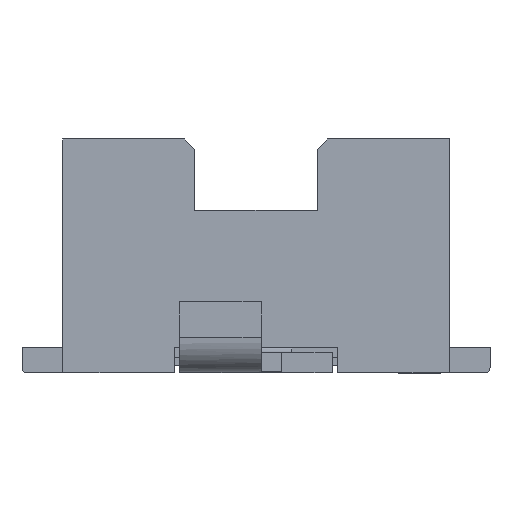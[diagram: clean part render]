
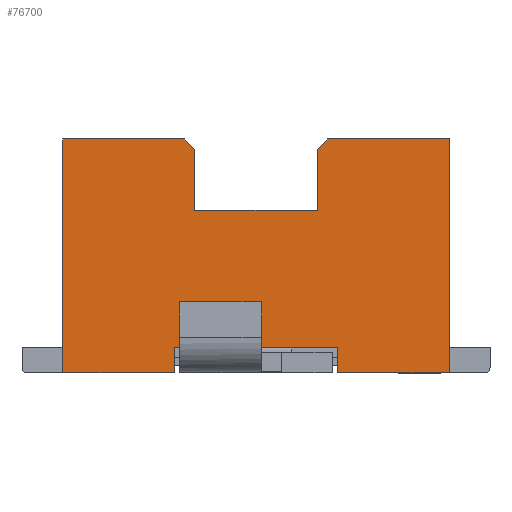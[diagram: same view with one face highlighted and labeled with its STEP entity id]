
A CAD part, left-side view. The second image highlights one B-rep face of the part: STEP entity #76700.
In plain terms, the highlighted face is planar.
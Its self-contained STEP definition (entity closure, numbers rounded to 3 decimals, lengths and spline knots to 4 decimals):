
#35150=CARTESIAN_POINT('',(-11.51,2.55,-6.32));
#35160=VERTEX_POINT('',#35150);
#35190=CARTESIAN_POINT('',(-11.51,2.55,-6.32));
#35200=DIRECTION('',(1.,0.,0.));
#35210=VECTOR('',#35200,1.);
#35220=LINE('',#35190,#35210);
#35230=CARTESIAN_POINT('',(-10.31,2.55,-6.32));
#35240=VERTEX_POINT('',#35230);
#35250=EDGE_CURVE('',#35160,#35240,#35220,.T.);
#42700=CARTESIAN_POINT('',(-10.31,0.25,-6.32));
#42710=DIRECTION('',(0.,1.,0.));
#42720=VECTOR('',#42710,1.);
#42730=LINE('',#42700,#42720);
#42740=CARTESIAN_POINT('',(-10.31,0.25,-6.32));
#42750=VERTEX_POINT('',#42740);
#42760=EDGE_CURVE('',#42750,#35240,#42730,.T.);
#75320=CARTESIAN_POINT('',(-10.31,0.25,-6.32));
#75330=DIRECTION('',(-1.,0.,0.));
#75340=VECTOR('',#75330,1.);
#75350=LINE('',#75320,#75340);
#75360=CARTESIAN_POINT('',(-11.41,0.25,-6.32));
#75370=VERTEX_POINT('',#75360);
#75380=EDGE_CURVE('',#42750,#75370,#75350,.T.);
#75540=CARTESIAN_POINT('',(-11.41,0.25,-6.32));
#75550=DIRECTION('',(0.,1.,0.));
#75560=VECTOR('',#75550,1.);
#75570=LINE('',#75540,#75560);
#75580=CARTESIAN_POINT('',(-11.41,0.5,-6.32));
#75590=VERTEX_POINT('',#75580);
#75600=EDGE_CURVE('',#75370,#75590,#75570,.T.);
#75810=CARTESIAN_POINT('',(-14.11,0.25,-6.32));
#75820=DIRECTION('',(0.,0.,-1.));
#75830=DIRECTION('',(1.,0.,0.));
#75840=AXIS2_PLACEMENT_3D('',#75810,#75820,#75830);
#75850=PLANE('',#75840);
#75860=CARTESIAN_POINT('',(-12.91,2.55,-6.32));
#75870=DIRECTION('',(0.707,-0.707,0.));
#75880=VECTOR('',#75870,1.);
#75890=LINE('',#75860,#75880);
#75900=CARTESIAN_POINT('',(-12.91,2.55,-6.32));
#75910=VERTEX_POINT('',#75900);
#75920=CARTESIAN_POINT('',(-12.81,2.45,-6.32));
#75930=VERTEX_POINT('',#75920);
#75940=EDGE_CURVE('',#75910,#75930,#75890,.T.);
#75950=ORIENTED_EDGE('',*,*,#75940,.T.);
#75960=CARTESIAN_POINT('',(-14.11,2.55,-6.32));
#75970=DIRECTION('',(1.,0.,0.));
#75980=VECTOR('',#75970,1.);
#75990=LINE('',#75960,#75980);
#76000=CARTESIAN_POINT('',(-14.11,2.55,-6.32));
#76010=VERTEX_POINT('',#76000);
#76020=EDGE_CURVE('',#76010,#75910,#75990,.T.);
#76030=ORIENTED_EDGE('',*,*,#76020,.T.);
#76040=CARTESIAN_POINT('',(-14.11,0.25,-6.32));
#76050=DIRECTION('',(0.,1.,0.));
#76060=VECTOR('',#76050,1.);
#76070=LINE('',#76040,#76060);
#76080=CARTESIAN_POINT('',(-14.11,0.25,-6.32));
#76090=VERTEX_POINT('',#76080);
#76100=EDGE_CURVE('',#76090,#76010,#76070,.T.);
#76110=ORIENTED_EDGE('',*,*,#76100,.T.);
#76120=CARTESIAN_POINT('',(-13.01,0.25,-6.32));
#76130=DIRECTION('',(-1.,0.,0.));
#76140=VECTOR('',#76130,1.);
#76150=LINE('',#76120,#76140);
#76160=CARTESIAN_POINT('',(-13.01,0.25,-6.32));
#76170=VERTEX_POINT('',#76160);
#76180=EDGE_CURVE('',#76170,#76090,#76150,.T.);
#76190=ORIENTED_EDGE('',*,*,#76180,.T.);
#76200=CARTESIAN_POINT('',(-13.01,0.5,-6.32));
#76210=DIRECTION('',(0.,-1.,0.));
#76220=VECTOR('',#76210,1.);
#76230=LINE('',#76200,#76220);
#76240=CARTESIAN_POINT('',(-13.01,0.5,-6.32));
#76250=VERTEX_POINT('',#76240);
#76260=EDGE_CURVE('',#76250,#76170,#76230,.T.);
#76270=ORIENTED_EDGE('',*,*,#76260,.T.);
#76280=CARTESIAN_POINT('',(-11.41,0.5,-6.32));
#76290=DIRECTION('',(-1.,0.,0.));
#76300=VECTOR('',#76290,1.);
#76310=LINE('',#76280,#76300);
#76320=EDGE_CURVE('',#75590,#76250,#76310,.T.);
#76330=ORIENTED_EDGE('',*,*,#76320,.T.);
#76340=ORIENTED_EDGE('',*,*,#75600,.T.);
#76350=ORIENTED_EDGE('',*,*,#75380,.T.);
#76360=ORIENTED_EDGE('',*,*,#42760,.F.);
#76370=ORIENTED_EDGE('',*,*,#35250,.T.);
#76380=CARTESIAN_POINT('',(-11.61,2.45,-6.32));
#76390=DIRECTION('',(0.707,0.707,0.));
#76400=VECTOR('',#76390,1.);
#76410=LINE('',#76380,#76400);
#76420=CARTESIAN_POINT('',(-11.61,2.45,-6.32));
#76430=VERTEX_POINT('',#76420);
#76440=EDGE_CURVE('',#76430,#35160,#76410,.T.);
#76450=ORIENTED_EDGE('',*,*,#76440,.T.);
#76460=CARTESIAN_POINT('',(-11.61,2.45,-6.32));
#76470=DIRECTION('',(0.,-1.,0.));
#76480=VECTOR('',#76470,1.);
#76490=LINE('',#76460,#76480);
#76500=CARTESIAN_POINT('',(-11.61,1.85,-6.32));
#76510=VERTEX_POINT('',#76500);
#76520=EDGE_CURVE('',#76430,#76510,#76490,.T.);
#76530=ORIENTED_EDGE('',*,*,#76520,.F.);
#76540=CARTESIAN_POINT('',(-12.81,1.85,-6.32));
#76550=DIRECTION('',(1.,0.,0.));
#76560=VECTOR('',#76550,1.);
#76570=LINE('',#76540,#76560);
#76580=CARTESIAN_POINT('',(-12.81,1.85,-6.32));
#76590=VERTEX_POINT('',#76580);
#76600=EDGE_CURVE('',#76590,#76510,#76570,.T.);
#76610=ORIENTED_EDGE('',*,*,#76600,.T.);
#76620=CARTESIAN_POINT('',(-12.81,1.85,-6.32));
#76630=DIRECTION('',(0.,1.,0.));
#76640=VECTOR('',#76630,1.);
#76650=LINE('',#76620,#76640);
#76660=EDGE_CURVE('',#76590,#75930,#76650,.T.);
#76670=ORIENTED_EDGE('',*,*,#76660,.F.);
#76680=EDGE_LOOP('',(#76670,#76610,#76530,#76450,#76370,#76360,#76350,
#76340,#76330,#76270,#76190,#76110,#76030,#75950));
#76690=FACE_OUTER_BOUND('',#76680,.T.);
#76700=ADVANCED_FACE('',(#76690),#75850,.T.);
